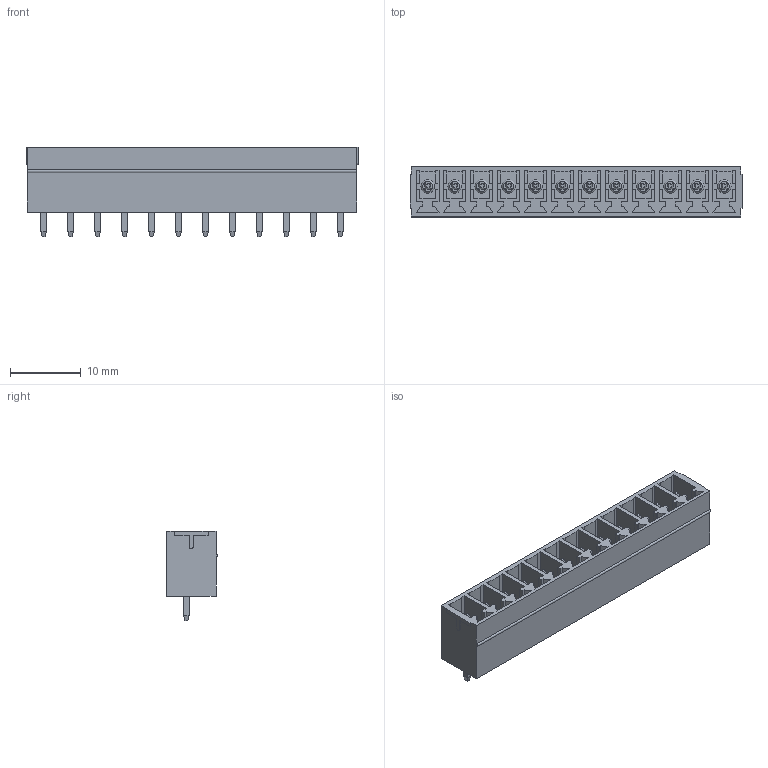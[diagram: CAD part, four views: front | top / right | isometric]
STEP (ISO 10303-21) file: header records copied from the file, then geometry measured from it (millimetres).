
FILE_DESCRIPTION( ( 'Unknown' ), '1' );
FILE_NAME( '691321300012.stp', 'Unknown', ( 'Unknown' ), ( 'Unknown' ), 'PSStep 18.0.17', 'Unknown', ' ' );
FILE_SCHEMA( ( 'AUTOMOTIVE_DESIGN { 1 0 10303 214 1 1 1 1 }' ) );
Length unit declared in the file: millimetre
Products named in the file (3): Assem1; 6913213000xx_PIN; 691321300012
Assembly tree (13 placements, depth 2):
  Assem1
    6913213000xx_PIN  x12
    691321300012
Bounding box: 46.91 x 7.2 x 12.7 mm (x, y, z)
Volume: 1510.5 mm3; surface area: 4479.3 mm2
Topology: 13 solids, 13 shells, 708 faces, 1890 edges, 1220 vertices
Faces by surface type: plane 657, cylinder 39, torus 12
Full cylindrical faces by diameter (mm): 1.9 x12
Entity records: 22114 total; most frequent: CARTESIAN_POINT 3146, ORIENTED_EDGE 3092, DIRECTION 2772, EDGE_CURVE 1546, LINE 1456, VECTOR 1456, VERTEX_POINT 1032, AXIS2_PLACEMENT_3D 658
